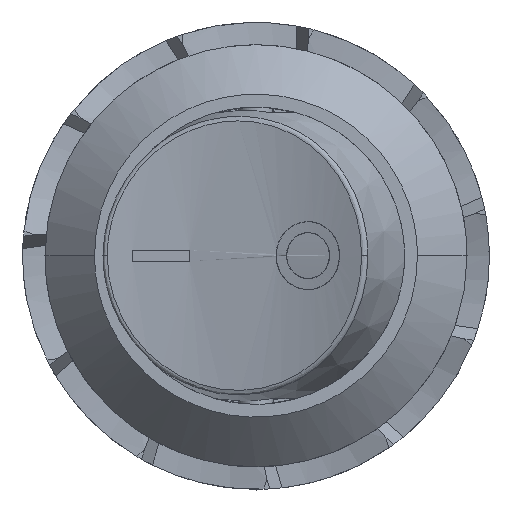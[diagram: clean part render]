
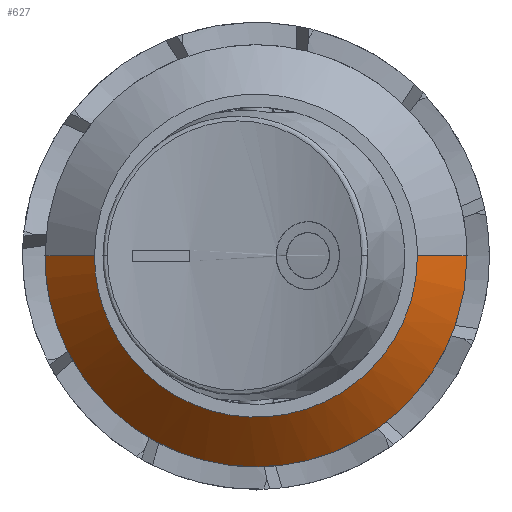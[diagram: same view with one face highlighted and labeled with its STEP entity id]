
A CAD part, top view. The second image highlights one B-rep face of the part: STEP entity #627.
In plain terms, the highlighted conical face has half-angle 45 degrees and reference radius 25.4 mm.
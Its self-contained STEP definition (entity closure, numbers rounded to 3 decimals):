
#3 = CARTESIAN_POINT ( 'NONE',  ( -9.196, -7.067, 1.3 ) ) ;
#74 = CARTESIAN_POINT ( 'NONE',  ( 11.5, 0., 1.3 ) ) ;
#119 = LINE ( 'NONE', #2143, #11241 ) ;
#140 = VECTOR ( 'NONE', #3558, 1000. ) ;
#343 = ORIENTED_EDGE ( 'NONE', *, *, #6530, .F. ) ;
#508 = VERTEX_POINT ( 'NONE', #8122 ) ;
#576 = VERTEX_POINT ( 'NONE', #13920 ) ;
#627 = ADVANCED_FACE ( 'NONE', ( #9644 ), #7569, .T. ) ;
#733 = ORIENTED_EDGE ( 'NONE', *, *, #8337, .T. ) ;
#1055 = DIRECTION ( 'NONE',  ( 1., 0., 0. ) ) ;
#1358 = CARTESIAN_POINT ( 'NONE',  ( 9.196, -7.067, 1.3 ) ) ;
#1388 = AXIS2_PLACEMENT_3D ( 'NONE', #7704, #13987, #1055 ) ;
#1657 = CARTESIAN_POINT ( 'NONE',  ( 11.5, 0., 1.3 ) ) ;
#2143 = CARTESIAN_POINT ( 'NONE',  ( 25.4, 0., -12.6 ) ) ;
#2233 = CARTESIAN_POINT ( 'NONE',  ( -11.5, 0., 1.3 ) ) ;
#2946 = CARTESIAN_POINT ( 'NONE',  ( 1.152, -8.8, 4. ) ) ;
#3558 = DIRECTION ( 'NONE',  ( -0.707, 0., -0.707 ) ) ;
#3577 = ORIENTED_EDGE ( 'NONE', *, *, #4983, .F. ) ;
#3821 = VERTEX_POINT ( 'NONE', #10052 ) ;
#4377 = CARTESIAN_POINT ( 'NONE',  ( -10.049, -5.792, 1.3 ) ) ;
#4799 = CARTESIAN_POINT ( 'NONE',  ( -8.571, -2.303, 4. ) ) ;
#4933 = CARTESIAN_POINT ( 'NONE',  ( -2.303, -8.571, 4. ) ) ;
#4983 = EDGE_CURVE ( 'NONE', #576, #12254, #119, .T. ) ;
#5085 = CARTESIAN_POINT ( 'NONE',  ( 5.408, -7.037, 4. ) ) ;
#5444 = CARTESIAN_POINT ( 'NONE',  ( -7.067, -9.196, 1.3 ) ) ;
#6009 = CARTESIAN_POINT ( 'NONE',  ( 8.8, -1.152, 4. ) ) ;
#6134 = B_SPLINE_CURVE_WITH_KNOTS ( 'NONE', 3,
 ( #74, #6804, #9886, #11156, #1358, #10091, #6669, #7737, #12290, #11216, #7666, #9959, #5444, #3, #4377, #13080, #12014, #2233 ),
 .UNSPECIFIED., .F., .F.,
 ( 4, 2, 2, 2, 2, 2, 2, 2, 4 ),
 ( 0., 0.063, 0.125, 0.188, 0.25, 0.313, 0.375, 0.438, 0.5 ),
 .UNSPECIFIED. ) ;
#6233 = CARTESIAN_POINT ( 'NONE',  ( -5.408, -7.037, 4. ) ) ;
#6433 = DIRECTION ( 'NONE',  ( 0.707, 0., -0.707 ) ) ;
#6530 = EDGE_CURVE ( 'NONE', #12254, #3821, #6134, .T. ) ;
#6669 = CARTESIAN_POINT ( 'NONE',  ( 5.792, -10.049, 1.3 ) ) ;
#6804 = CARTESIAN_POINT ( 'NONE',  ( 11.5, -1.505, 1.3 ) ) ;
#7155 = ORIENTED_EDGE ( 'NONE', *, *, #9689, .T. ) ;
#7240 = CARTESIAN_POINT ( 'NONE',  ( 8.8, 0., 4. ) ) ;
#7311 = CARTESIAN_POINT ( 'NONE',  ( -1.152, -8.8, 4. ) ) ;
#7569 = CONICAL_SURFACE ( 'NONE', #1388, 25.4, 0.785 ) ;
#7666 = CARTESIAN_POINT ( 'NONE',  ( -3.01, -11.201, 1.3 ) ) ;
#7704 = CARTESIAN_POINT ( 'NONE',  ( 0., 0., -12.6 ) ) ;
#7737 = CARTESIAN_POINT ( 'NONE',  ( 3.01, -11.201, 1.3 ) ) ;
#8122 = CARTESIAN_POINT ( 'NONE',  ( -8.8, 0., 4. ) ) ;
#8221 = CARTESIAN_POINT ( 'NONE',  ( -7.689, -4.432, 4. ) ) ;
#8337 = EDGE_CURVE ( 'NONE', #576, #508, #11629, .T. ) ;
#9644 = FACE_OUTER_BOUND ( 'NONE', #12285, .T. ) ;
#9689 = EDGE_CURVE ( 'NONE', #508, #3821, #13124, .T. ) ;
#9886 = CARTESIAN_POINT ( 'NONE',  ( 11.201, -3.01, 1.3 ) ) ;
#9959 = CARTESIAN_POINT ( 'NONE',  ( -5.792, -10.049, 1.3 ) ) ;
#10052 = CARTESIAN_POINT ( 'NONE',  ( -11.5, 0., 1.3 ) ) ;
#10091 = CARTESIAN_POINT ( 'NONE',  ( 7.067, -9.196, 1.3 ) ) ;
#10367 = CARTESIAN_POINT ( 'NONE',  ( 8.571, -2.303, 4. ) ) ;
#10521 = CARTESIAN_POINT ( 'NONE',  ( 7.037, -5.408, 4. ) ) ;
#10593 = CARTESIAN_POINT ( 'NONE',  ( -7.037, -5.408, 4. ) ) ;
#11156 = CARTESIAN_POINT ( 'NONE',  ( 10.049, -5.792, 1.3 ) ) ;
#11216 = CARTESIAN_POINT ( 'NONE',  ( -1.505, -11.5, 1.3 ) ) ;
#11241 = VECTOR ( 'NONE', #6433, 1000. ) ;
#11434 = CARTESIAN_POINT ( 'NONE',  ( 2.303, -8.571, 4. ) ) ;
#11581 = CARTESIAN_POINT ( 'NONE',  ( 7.689, -4.432, 4. ) ) ;
#11629 = B_SPLINE_CURVE_WITH_KNOTS ( 'NONE', 3,
 ( #7240, #6009, #10367, #11581, #10521, #5085, #13794, #11434, #2946, #7311, #4933, #11657, #6233, #10593, #8221, #4799, #13497, #12436 ),
 .UNSPECIFIED., .F., .F.,
 ( 4, 2, 2, 2, 2, 2, 2, 2, 4 ),
 ( 0., 0.062, 0.125, 0.187, 0.25, 0.312, 0.375, 0.438, 0.5 ),
 .UNSPECIFIED. ) ;
#11657 = CARTESIAN_POINT ( 'NONE',  ( -4.432, -7.689, 4. ) ) ;
#12014 = CARTESIAN_POINT ( 'NONE',  ( -11.5, -1.505, 1.3 ) ) ;
#12254 = VERTEX_POINT ( 'NONE', #1657 ) ;
#12285 = EDGE_LOOP ( 'NONE', ( #733, #7155, #343, #3577 ) ) ;
#12290 = CARTESIAN_POINT ( 'NONE',  ( 1.505, -11.5, 1.3 ) ) ;
#12436 = CARTESIAN_POINT ( 'NONE',  ( -8.8, 0., 4. ) ) ;
#13080 = CARTESIAN_POINT ( 'NONE',  ( -11.201, -3.01, 1.3 ) ) ;
#13124 = LINE ( 'NONE', #13336, #140 ) ;
#13336 = CARTESIAN_POINT ( 'NONE',  ( -25.4, 0., -12.6 ) ) ;
#13497 = CARTESIAN_POINT ( 'NONE',  ( -8.8, -1.152, 4. ) ) ;
#13794 = CARTESIAN_POINT ( 'NONE',  ( 4.432, -7.689, 4. ) ) ;
#13920 = CARTESIAN_POINT ( 'NONE',  ( 8.8, 0., 4. ) ) ;
#13987 = DIRECTION ( 'NONE',  ( 0., 0., -1. ) ) ;
